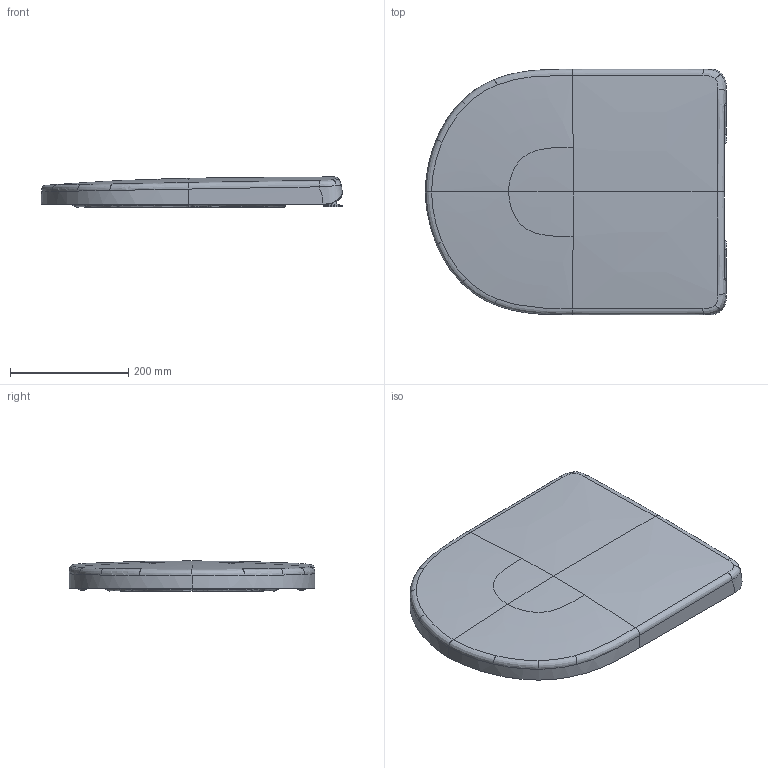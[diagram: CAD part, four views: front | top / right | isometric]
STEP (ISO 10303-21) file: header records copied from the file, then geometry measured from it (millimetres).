
FILE_DESCRIPTION(/* description */ (''),/* implementation_level */ '2;1');
FILE_NAME(/* name */ '9M83S1_WCS.stp',/* time_stamp */ '2021-11-10T09:34:34+01:00',/* author */ (''),/* organization */ (''),/* preprocessor_version */ 'ST-DEVELOPER v18.1',/* originating_system */ 'SIEMENS PLM Software NX 1973',/* authorisation */ '');
FILE_SCHEMA (('AUTOMOTIVE_DESIGN { 1 0 10303 214 3 1 1 1 }'));
Products named in the file (1): Muel5B48A3A8cecd
Bounding box: 510 x 416 x 51.04 mm (x, y, z)
Volume: 2144827.3 mm3; surface area: 790389.3 mm2
Topology: 8 solids, 8 shells, 546 faces, 3619 edges, 3099 vertices
Faces by surface type: bspline 418, plane 44, extrusion 34, cylinder 18, revolution 16, torus 12, sphere 2, cone 2
Full cylindrical faces by diameter (mm): 6.8 x2, 10 x4, 13.994 x4, 19.8 x2, 32 x2
Entity records: 78919 total; most frequent: CARTESIAN_POINT 58893, ORIENTED_EDGE 7178, EDGE_CURVE 3589, VERTEX_POINT 3086, B_SPLINE_CURVE_WITH_KNOTS 2716, EDGE_LOOP 579, DIRECTION 557, ADVANCED_FACE 546
